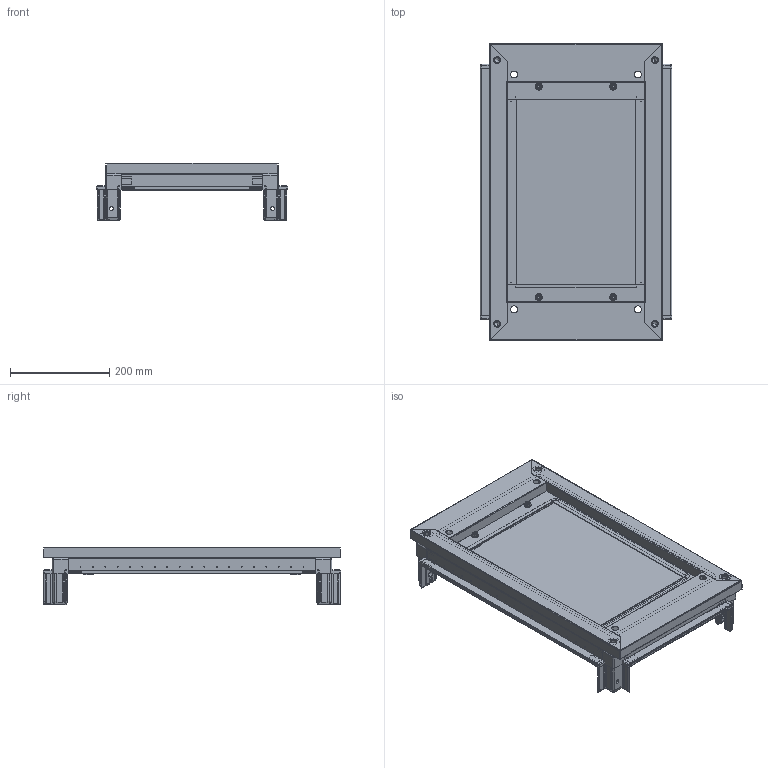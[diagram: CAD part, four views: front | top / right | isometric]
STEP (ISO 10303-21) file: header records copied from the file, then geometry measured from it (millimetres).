
FILE_DESCRIPTION (( 'STEP AP203' ), '1' );
FILE_NAME ('R5FUC64.step', '2011-03-03T12:08:26', ( 'User' ), ( 'DKC' ), 'SwSTEP 2.0', 'SolidWorks 2010', '' );
FILE_SCHEMA (( 'CONFIG_CONTROL_DESIGN' ));
Products named in the file (15): R5FUC64; Lamiera trasversale per fondo da_600; Lamiera laterale per fondo da_400; sealant for base_600x400; Traversa laterale per quadro prof_400; Traversa frontale per quadro largh._600; AC00C469S_Default; AC00C469D_Default; Traversa inferiore tenuta fondo_400; Capscrew with recessed hexahedron M6 x 10_ISO 4762 M6 x 10 --- 10S; Flange nut M6_ISO 7044-M6-S; Acc00c561_Default; Solid base + sealing_600x400; Solid base_600x400; sealant for bottom_600x400
Assembly tree (32 placements, depth 3):
  R5FUC64
    sealant for base_600x400
    Acc00c561_Default  x6
    Capscrew with recessed hexahedron M6 x 10_ISO 4762 M6 x 10 --- 10S  x4
    Solid base + sealing_600x400
      Solid base_600x400
      sealant for bottom_600x400
    Lamiera laterale per fondo da_400  x2
    Lamiera trasversale per fondo da_600  x2
    Flange nut M6_ISO 7044-M6-S  x4
    Traversa laterale per quadro prof_400  x2
    AC00C469D_Default  x2
    Traversa frontale per quadro largh._600  x2
    Traversa inferiore tenuta fondo_400  x2
    AC00C469S_Default  x2
Bounding box: 386.5 x 600.5 x 116.25 mm (x, y, z)
Volume: 1445676 mm3; surface area: 1487676.3 mm2
Topology: 31 solids, 31 shells, 3870 faces, 10268 edges, 6444 vertices
Faces by surface type: plane 2222, cylinder 1072, cone 404, torus 100, sphere 40, bspline 32
Entity records: 57658 total; most frequent: CARTESIAN_POINT 10870, DIRECTION 9318, ORIENTED_EDGE 9306, EDGE_CURVE 4653, VECTOR 3292, LINE 3292, AXIS2_PLACEMENT_3D 3013, VERTEX_POINT 2935
